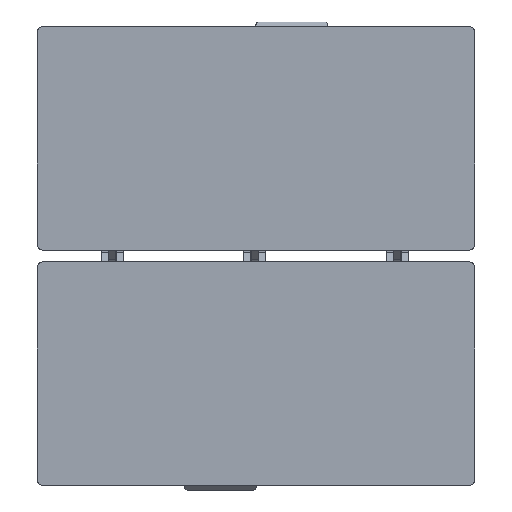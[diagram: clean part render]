
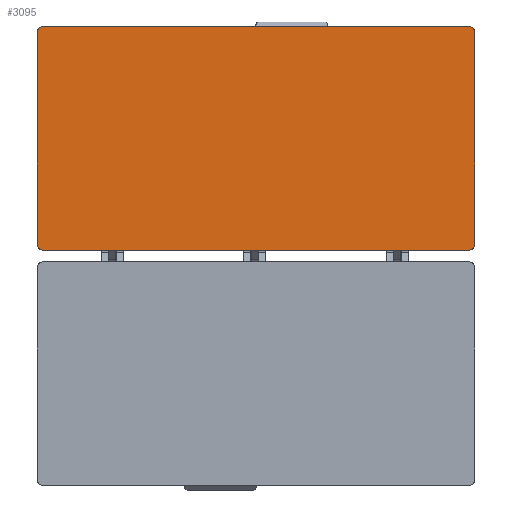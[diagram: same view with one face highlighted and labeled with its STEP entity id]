
A CAD part, front view. The second image highlights one B-rep face of the part: STEP entity #3095.
In plain terms, the highlighted planar face has unit normal (0, -1, 0).
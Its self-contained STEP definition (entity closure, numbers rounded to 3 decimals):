
#121=CIRCLE('',#3210,2.);
#131=CIRCLE('',#3223,2.);
#132=CIRCLE('',#3226,2.);
#133=CIRCLE('',#3228,2.);
#327=FACE_OUTER_BOUND('',#526,.T.);
#526=EDGE_LOOP('',(#2506,#2507,#2508,#2509,#2510,#2511,#2512,#2513));
#682=LINE('',#4550,#1007);
#691=LINE('',#4587,#1016);
#741=LINE('',#4746,#1066);
#742=LINE('',#4748,#1067);
#1007=VECTOR('',#3600,10.);
#1016=VECTOR('',#3635,10.);
#1066=VECTOR('',#3811,10.);
#1067=VECTOR('',#3814,10.);
#1324=VERTEX_POINT('',#4532);
#1325=VERTEX_POINT('',#4534);
#1331=VERTEX_POINT('',#4548);
#1344=VERTEX_POINT('',#4580);
#1345=VERTEX_POINT('',#4582);
#1346=VERTEX_POINT('',#4586);
#1359=VERTEX_POINT('',#4614);
#1360=VERTEX_POINT('',#4618);
#1630=EDGE_CURVE('',#1324,#1325,#121,.T.);
#1638=EDGE_CURVE('',#1324,#1331,#682,.T.);
#1655=EDGE_CURVE('',#1344,#1345,#131,.T.);
#1657=EDGE_CURVE('',#1346,#1345,#691,.T.);
#1671=EDGE_CURVE('',#1346,#1359,#132,.T.);
#1674=EDGE_CURVE('',#1360,#1331,#133,.T.);
#1731=EDGE_CURVE('',#1344,#1325,#741,.T.);
#1732=EDGE_CURVE('',#1360,#1359,#742,.T.);
#2506=ORIENTED_EDGE('',*,*,#1630,.F.);
#2507=ORIENTED_EDGE('',*,*,#1638,.T.);
#2508=ORIENTED_EDGE('',*,*,#1674,.F.);
#2509=ORIENTED_EDGE('',*,*,#1732,.T.);
#2510=ORIENTED_EDGE('',*,*,#1671,.F.);
#2511=ORIENTED_EDGE('',*,*,#1657,.T.);
#2512=ORIENTED_EDGE('',*,*,#1655,.F.);
#2513=ORIENTED_EDGE('',*,*,#1731,.T.);
#2943=PLANE('',#3350);
#3095=ADVANCED_FACE('',(#327),#2943,.F.);
#3210=AXIS2_PLACEMENT_3D('',#4535,#3589,#3590);
#3223=AXIS2_PLACEMENT_3D('',#4583,#3630,#3631);
#3226=AXIS2_PLACEMENT_3D('',#4615,#3651,#3652);
#3228=AXIS2_PLACEMENT_3D('',#4620,#3657,#3658);
#3350=AXIS2_PLACEMENT_3D('',#4927,#4008,#4009);
#3589=DIRECTION('center_axis',(0.,1.,0.));
#3590=DIRECTION('ref_axis',(0.707,0.,0.707));
#3600=DIRECTION('',(-1.,0.,0.));
#3630=DIRECTION('center_axis',(0.,1.,0.));
#3631=DIRECTION('ref_axis',(0.707,0.,-0.707));
#3635=DIRECTION('',(1.,0.,0.));
#3651=DIRECTION('center_axis',(0.,1.,0.));
#3652=DIRECTION('ref_axis',(-0.707,0.,-0.707));
#3657=DIRECTION('center_axis',(0.,1.,0.));
#3658=DIRECTION('ref_axis',(-0.707,0.,0.707));
#3811=DIRECTION('',(0.,0.,1.));
#3814=DIRECTION('',(0.,0.,-1.));
#4008=DIRECTION('center_axis',(0.,1.,0.));
#4009=DIRECTION('ref_axis',(1.,0.,0.));
#4532=CARTESIAN_POINT('',(94.065,0.,54.448));
#4534=CARTESIAN_POINT('',(96.065,0.,52.448));
#4535=CARTESIAN_POINT('Origin',(94.065,0.,52.448));
#4548=CARTESIAN_POINT('',(-85.935,0.,54.448));
#4550=CARTESIAN_POINT('',(96.065,0.,54.448));
#4580=CARTESIAN_POINT('',(96.065,0.,-37.552));
#4582=CARTESIAN_POINT('',(94.065,0.,-39.552));
#4583=CARTESIAN_POINT('Origin',(94.065,0.,-37.552));
#4586=CARTESIAN_POINT('',(-85.935,0.,-39.552));
#4587=CARTESIAN_POINT('',(-87.935,0.,-39.552));
#4614=CARTESIAN_POINT('',(-87.935,0.,-37.552));
#4615=CARTESIAN_POINT('Origin',(-85.935,0.,-37.552));
#4618=CARTESIAN_POINT('',(-87.935,0.,52.448));
#4620=CARTESIAN_POINT('Origin',(-85.935,0.,52.448));
#4746=CARTESIAN_POINT('',(96.065,0.,-39.552));
#4748=CARTESIAN_POINT('',(-87.935,0.,54.448));
#4927=CARTESIAN_POINT('Origin',(4.065,0.,7.448));
